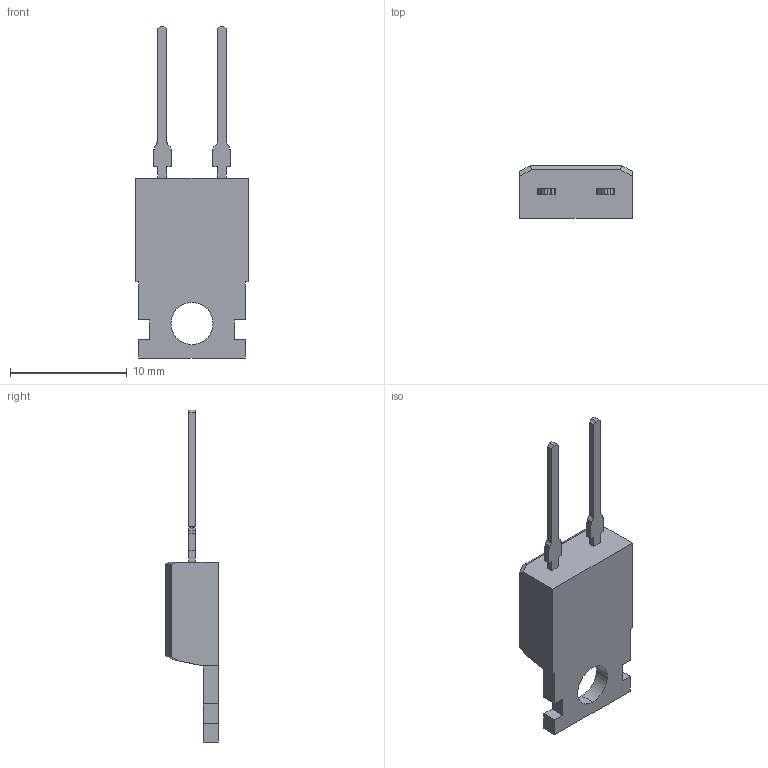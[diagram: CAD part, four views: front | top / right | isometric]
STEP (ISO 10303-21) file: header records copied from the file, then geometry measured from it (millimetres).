
FILE_DESCRIPTION (( 'STEP AP214' ), '1' );
FILE_NAME ('5CA25CF9-16AC-4278-AF4B-4C30683A7532.STEP', '2024-06-28T13:58:27', ( '' ), ( '' ), 'SwSTEP 2.0', 'SolidWorks 2022', '' );
FILE_SCHEMA (( 'AUTOMOTIVE_DESIGN' ));
Length unit declared in the file: inch
Products named in the file (1): 5CA25CF9-16AC-4278-AF4B-4C30683A7532
Bounding box: 9.65 x 4.5 x 28.38 mm (x, y, z)
Volume: 442.2 mm3; surface area: 522.9 mm2
Topology: 1 solids, 1 shells, 73 faces, 195 edges, 126 vertices
Faces by surface type: plane 68, cylinder 5
Entity records: 3005 total; most frequent: CARTESIAN_POINT 404, ORIENTED_EDGE 390, DIRECTION 347, EDGE_CURVE 195, VECTOR 185, LINE 185, VERTEX_POINT 126, AXIS2_PLACEMENT_3D 81
